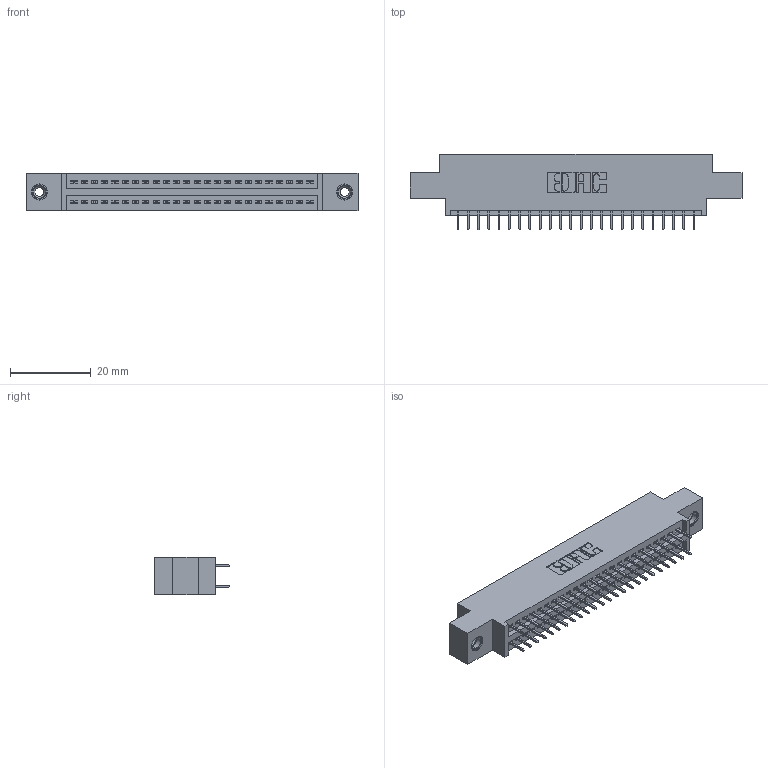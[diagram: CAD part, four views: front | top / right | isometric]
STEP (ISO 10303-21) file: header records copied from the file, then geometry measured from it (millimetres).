
FILE_DESCRIPTION (( 'STEP AP203' ), '1' );
FILE_NAME ('845-048-525-808.STEP', '2020-09-23T08:54:14', ( '' ), ( '' ), 'SwSTEP 2.0', 'SolidWorks 2020', '' );
FILE_SCHEMA (( 'CONFIG_CONTROL_DESIGN' ));
Length unit declared in the file: inch
Products named in the file (4): 345-292-001_345-293-125; 845-048-525-808; 845 Part_0.170 Offset - 0.156 Dia-TI; 345-250-001_345-250-003-102
Assembly tree (51 placements, depth 2):
  845-048-525-808
    845 Part_0.170 Offset - 0.156 Dia-TI
    345-292-001_345-293-125  x48
    345-250-001_345-250-003-102  x2
Bounding box: 82.17 x 18.72 x 9.4 mm (x, y, z)
Volume: 7616 mm3; surface area: 10827.9 mm2
Topology: 51 solids, 51 shells, 2782 faces, 7833 edges, 5022 vertices
Faces by surface type: plane 1988, cylinder 778, cone 12, torus 4
Entity records: 22646 total; most frequent: CARTESIAN_POINT 3795, ORIENTED_EDGE 3722, DIRECTION 3395, EDGE_CURVE 1861, VECTOR 1617, LINE 1617, VERTEX_POINT 1232, AXIS2_PLACEMENT_3D 889
